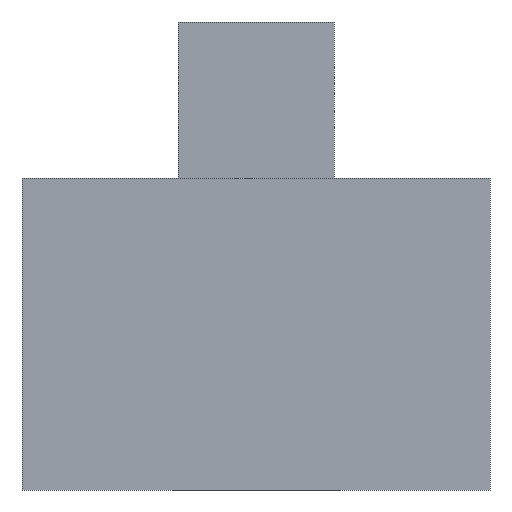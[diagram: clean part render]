
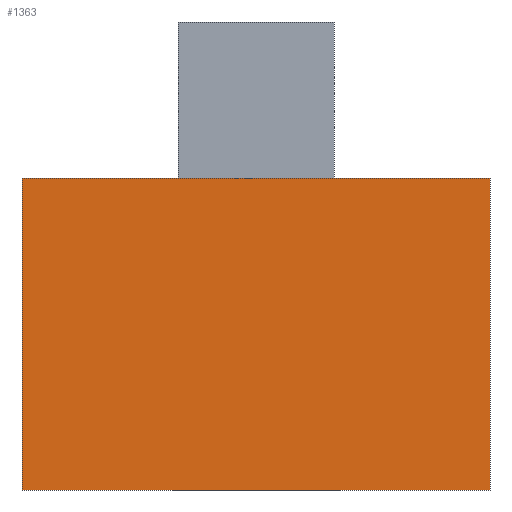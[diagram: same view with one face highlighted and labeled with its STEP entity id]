
A CAD part, front view. The second image highlights one B-rep face of the part: STEP entity #1363.
In plain terms, the highlighted planar face has unit normal (0, -1, 0).
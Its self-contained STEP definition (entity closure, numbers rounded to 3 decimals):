
#101=FACE_OUTER_BOUND('',#177,.T.);
#177=EDGE_LOOP('',(#1143,#1144,#1145,#1146));
#369=LINE('',#2156,#549);
#370=LINE('',#2159,#550);
#371=LINE('',#2161,#551);
#372=LINE('',#2162,#552);
#549=VECTOR('',#1777,10.);
#550=VECTOR('',#1780,10.);
#551=VECTOR('',#1781,10.);
#552=VECTOR('',#1782,10.);
#671=VERTEX_POINT('',#2152);
#672=VERTEX_POINT('',#2154);
#673=VERTEX_POINT('',#2158);
#674=VERTEX_POINT('',#2160);
#849=EDGE_CURVE('',#671,#672,#369,.T.);
#850=EDGE_CURVE('',#673,#671,#370,.T.);
#851=EDGE_CURVE('',#674,#672,#371,.T.);
#852=EDGE_CURVE('',#673,#674,#372,.T.);
#1143=ORIENTED_EDGE('',*,*,#850,.T.);
#1144=ORIENTED_EDGE('',*,*,#849,.T.);
#1145=ORIENTED_EDGE('',*,*,#851,.F.);
#1146=ORIENTED_EDGE('',*,*,#852,.F.);
#1287=PLANE('',#1453);
#1363=ADVANCED_FACE('',(#101),#1287,.T.);
#1453=AXIS2_PLACEMENT_3D('',#2157,#1778,#1779);
#1777=DIRECTION('',(0.,0.,1.));
#1778=DIRECTION('center_axis',(0.,-1.,0.));
#1779=DIRECTION('ref_axis',(1.,0.,0.));
#1780=DIRECTION('',(1.,0.,0.));
#1781=DIRECTION('',(1.,0.,0.));
#1782=DIRECTION('',(0.,0.,1.));
#2152=CARTESIAN_POINT('',(0.,0.,0.));
#2154=CARTESIAN_POINT('',(0.,0.,10.));
#2156=CARTESIAN_POINT('',(0.,0.,0.));
#2157=CARTESIAN_POINT('Origin',(-15.,0.,0.));
#2158=CARTESIAN_POINT('',(-15.,0.,0.));
#2159=CARTESIAN_POINT('',(-15.,0.,0.));
#2160=CARTESIAN_POINT('',(-15.,0.,10.));
#2161=CARTESIAN_POINT('',(-15.,0.,10.));
#2162=CARTESIAN_POINT('',(-15.,0.,0.));
